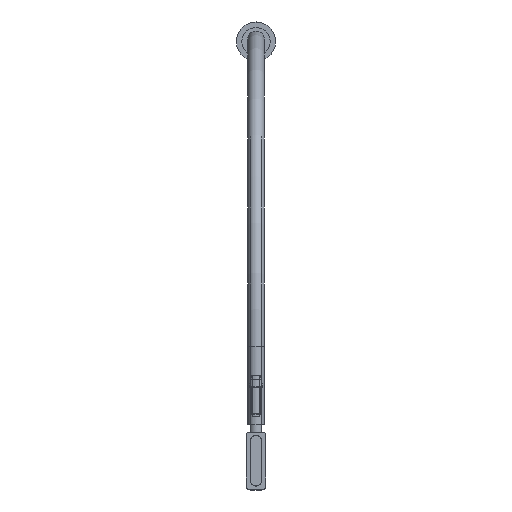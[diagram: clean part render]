
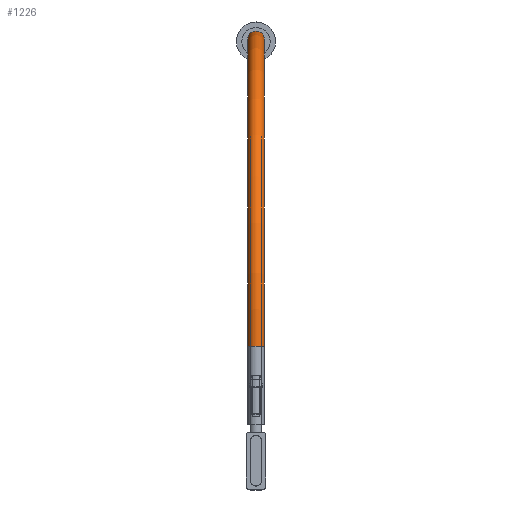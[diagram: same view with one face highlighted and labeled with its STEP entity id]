
A CAD part, top view. The second image highlights one B-rep face of the part: STEP entity #1226.
In plain terms, the highlighted toroidal (fillet/blend) face has major radius 39.25 mm and minor radius 1.05 mm.
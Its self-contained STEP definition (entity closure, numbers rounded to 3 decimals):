
#46=TOROIDAL_SURFACE('',#1556,39.25,1.05);
#523=ORIENTED_EDGE('',*,*,#658,.F.);
#524=ORIENTED_EDGE('',*,*,#676,.F.);
#658=EDGE_CURVE('',#770,#770,#838,.T.);
#676=EDGE_CURVE('',#788,#788,#856,.T.);
#770=VERTEX_POINT('',#2231);
#788=VERTEX_POINT('',#2284);
#838=CIRCLE('',#1522,1.05);
#856=CIRCLE('',#1557,1.05);
#979=EDGE_LOOP('',(#523));
#980=EDGE_LOOP('',(#524));
#1107=FACE_BOUND('',#979,.T.);
#1108=FACE_BOUND('',#980,.T.);
#1226=ADVANCED_FACE('',(#1107,#1108),#46,.T.);
#1522=AXIS2_PLACEMENT_3D('',#2230,#1866,#1867);
#1556=AXIS2_PLACEMENT_3D('',#2282,#1934,#1935);
#1557=AXIS2_PLACEMENT_3D('',#2283,#1936,#1937);
#1866=DIRECTION('',(0.,0.,-1.));
#1867=DIRECTION('',(-1.,0.,0.));
#1934=DIRECTION('',(1.,0.,0.));
#1935=DIRECTION('',(0.,0.,-1.));
#1936=DIRECTION('',(0.,-1.,0.));
#1937=DIRECTION('',(1.,0.,0.));
#2230=CARTESIAN_POINT('',(0.,0.,-39.25));
#2231=CARTESIAN_POINT('',(-1.05,0.,-39.25));
#2282=CARTESIAN_POINT('',(0.,-39.25,-39.25));
#2283=CARTESIAN_POINT('',(0.,-39.25,0.));
#2284=CARTESIAN_POINT('',(1.05,-39.25,0.));
